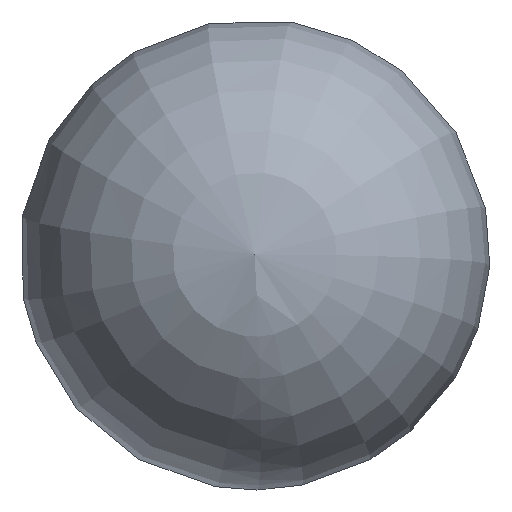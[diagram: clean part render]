
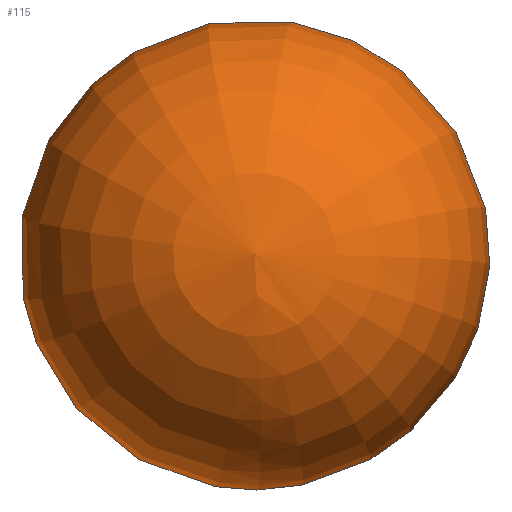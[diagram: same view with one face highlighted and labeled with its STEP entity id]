
A CAD part, left-side view. The second image highlights one B-rep face of the part: STEP entity #115.
In plain terms, the highlighted face is a revolution surface.
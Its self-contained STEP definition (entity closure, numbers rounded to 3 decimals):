
#40=SURFACE_OF_REVOLUTION('',#50,#45);
#45=AXIS1_PLACEMENT('',#352,#287);
#50=B_SPLINE_CURVE_WITH_KNOTS('',3,(#336,#337,#338,#339,#340,#341,#342,
#343,#344,#345,#346,#347,#348,#349,#350,#351),.UNSPECIFIED.,.F.,.F.,(4,
2,2,2,2,2,2,4),(0.,0.024,0.066,0.151,
0.321,0.491,0.66,1.),.UNSPECIFIED.);
#92=FACE_BOUND('',#140,.T.);
#93=FACE_BOUND('',#141,.T.);
#115=ADVANCED_FACE('',(#92,#93),#40,.T.);
#140=EDGE_LOOP('',(#168));
#141=EDGE_LOOP('',(#169));
#168=ORIENTED_EDGE('',*,*,#202,.F.);
#169=ORIENTED_EDGE('',*,*,#203,.T.);
#188=VERTEX_POINT('',#333);
#189=VERTEX_POINT('',#335);
#202=EDGE_CURVE('',#188,#188,#216,.T.);
#203=EDGE_CURVE('',#189,#189,#217,.T.);
#216=CIRCLE('',#240,10.073);
#217=CIRCLE('',#241,0.001);
#240=AXIS2_PLACEMENT_3D('',#332,#283,#284);
#241=AXIS2_PLACEMENT_3D('',#334,#285,#286);
#283=DIRECTION('',(1.,0.,0.));
#284=DIRECTION('',(0.,0.,-1.));
#285=DIRECTION('',(1.,0.,0.));
#286=DIRECTION('',(0.,0.,-1.));
#287=DIRECTION('',(1.,0.,0.));
#332=CARTESIAN_POINT('',(11.736,0.,0.));
#333=CARTESIAN_POINT('',(11.736,0.,-10.073));
#334=CARTESIAN_POINT('',(0.001,0.,0.));
#335=CARTESIAN_POINT('',(0.001,0.,-0.001));
#336=CARTESIAN_POINT('',(0.001,-0.001,0.));
#337=CARTESIAN_POINT('',(0.001,-0.12,0.033));
#338=CARTESIAN_POINT('',(0.004,-0.24,0.066));
#339=CARTESIAN_POINT('',(0.018,-0.576,0.157));
#340=CARTESIAN_POINT('',(0.034,-0.795,0.216));
#341=CARTESIAN_POINT('',(0.104,-1.459,0.395));
#342=CARTESIAN_POINT('',(0.181,-1.91,0.515));
#343=CARTESIAN_POINT('',(0.511,-3.272,0.872));
#344=CARTESIAN_POINT('',(0.864,-4.188,1.105));
#345=CARTESIAN_POINT('',(1.883,-5.927,1.531));
#346=CARTESIAN_POINT('',(2.543,-6.744,1.723));
#347=CARTESIAN_POINT('',(4.101,-8.143,2.028));
#348=CARTESIAN_POINT('',(4.999,-8.722,2.143));
#349=CARTESIAN_POINT('',(7.855,-9.987,2.347));
#350=CARTESIAN_POINT('',(9.946,-10.164,2.291));
#351=CARTESIAN_POINT('',(11.736,-9.848,2.116));
#352=CARTESIAN_POINT('',(0.,0.,0.));
